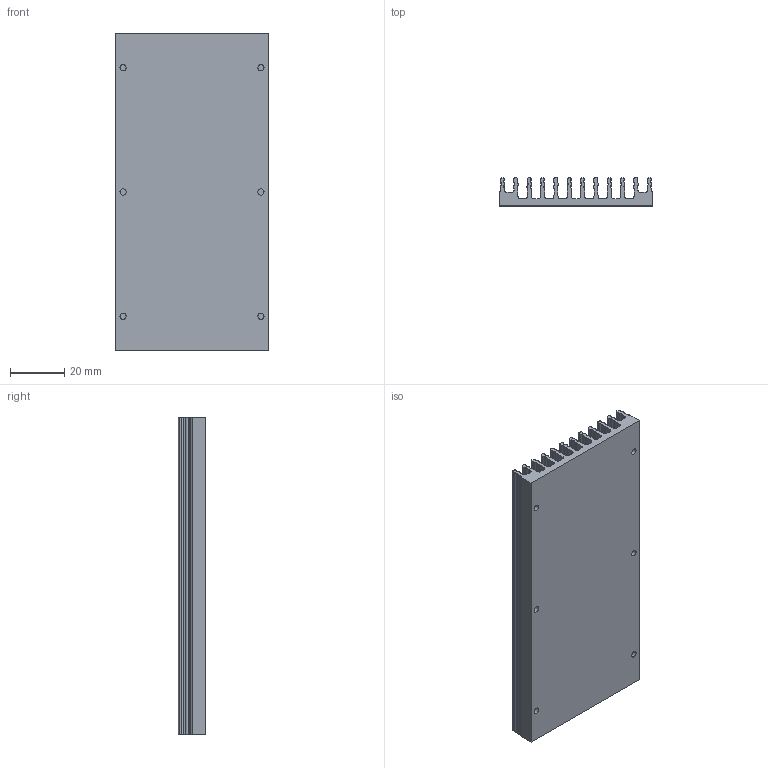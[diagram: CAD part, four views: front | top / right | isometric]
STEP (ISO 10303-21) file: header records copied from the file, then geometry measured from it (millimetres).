
FILE_DESCRIPTION (( 'STEP AP214' ), '1' );
FILE_NAME ('30482r3.STEP', '2011-06-30T14:54:49', ( 'Vicor User' ), ( 'Microsoft' ), 'SwSTEP 2.0', 'SolidWorks 2010', '' );
FILE_SCHEMA (( 'AUTOMOTIVE_DESIGN' ));
Length unit declared in the file: millimetre
Products named in the file (1): 30482r3
Bounding box: 56.38 x 10.16 x 116.84 mm (x, y, z)
Volume: 33662.6 mm3; surface area: 33962.5 mm2
Topology: 1 solids, 1 shells, 220 faces, 636 edges, 424 vertices
Faces by surface type: cylinder 150, plane 70
Full cylindrical faces by diameter (mm): 2.261 x6
Entity records: 7384 total; most frequent: DIRECTION 1372, CARTESIAN_POINT 1275, ORIENTED_EDGE 1260, EDGE_CURVE 630, AXIS2_PLACEMENT_3D 521, VERTEX_POINT 424, LINE 330, VECTOR 330
